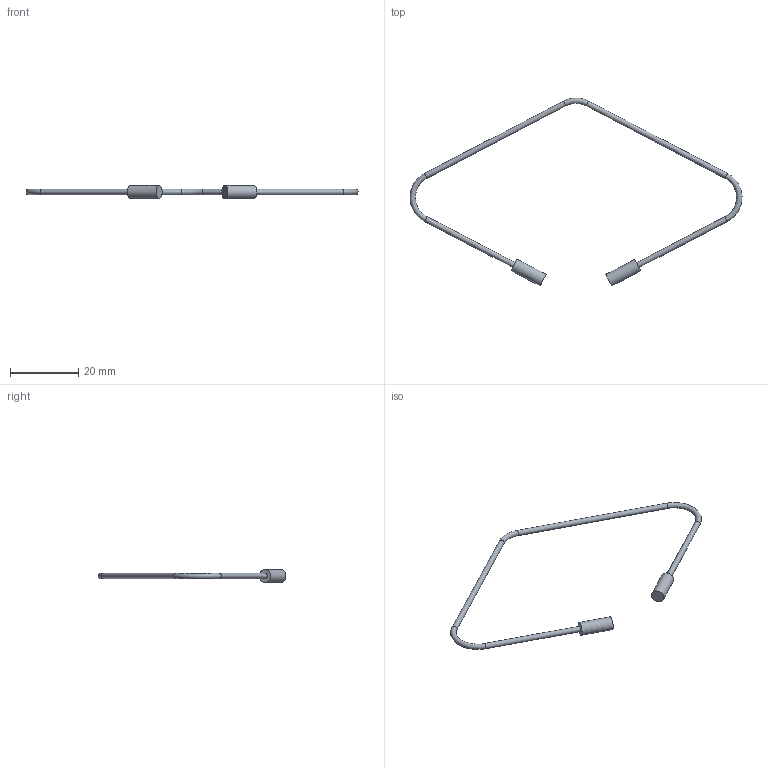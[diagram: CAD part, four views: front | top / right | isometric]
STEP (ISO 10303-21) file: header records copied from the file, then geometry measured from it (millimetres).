
FILE_DESCRIPTION((''),'2;1');
FILE_NAME('522002.stp','2013-11-28T15:34:42',('Franzp'),(''),'Autodesk Inventor 2013','Autodesk Inventor 2013','');
FILE_SCHEMA(('AUTOMOTIVE_DESIGN { 1 0 10303 214 1 1 1 1 }'));
Length unit declared in the file: millimetre
Products named in the file (3): 522002; 446806
Assembly tree (3 placements, depth 2):
  522002
    522002
    446806  x2
Bounding box: 97.11 x 54.97 x 3.81 mm (x, y, z)
Volume: 581.7 mm3; surface area: 1397.1 mm2
Topology: 3 solids, 3 shells, 26 faces, 42 edges, 24 vertices
Faces by surface type: cylinder 12, plane 8, torus 6
Full cylindrical faces by diameter (mm): 0.102 x4, 1.575 x6, 3.81 x2
Entity records: 515 total; most frequent: DIRECTION 94, CARTESIAN_POINT 67, AXIS2_PLACEMENT_3D 47, ORIENTED_EDGE 40, EDGE_LOOP 40, FACE_OUTER_BOUND 21, ADVANCED_FACE 21, VERTEX_POINT 20
